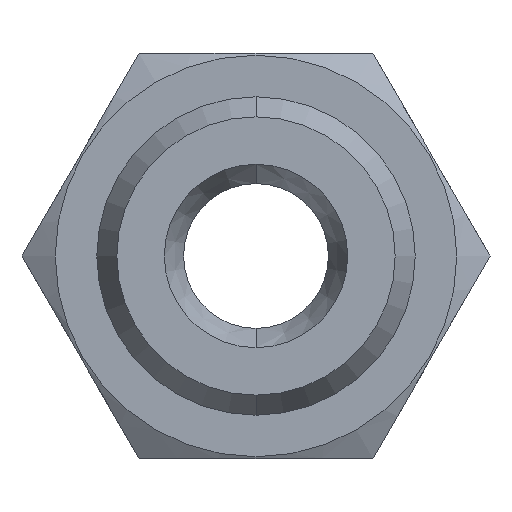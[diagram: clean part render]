
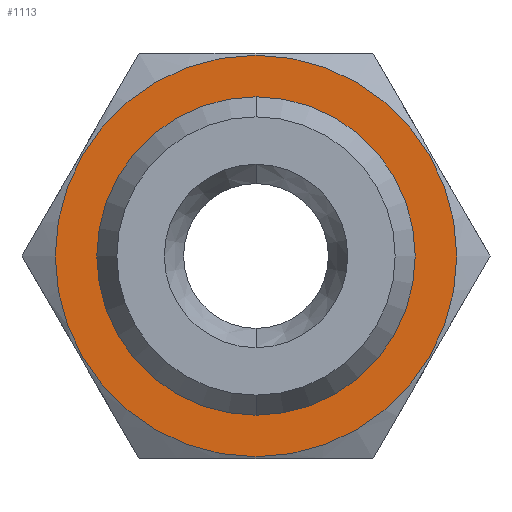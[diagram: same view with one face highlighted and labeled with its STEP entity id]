
A CAD part, front view. The second image highlights one B-rep face of the part: STEP entity #1113.
In plain terms, the highlighted planar face has unit normal (0, -1, 0).
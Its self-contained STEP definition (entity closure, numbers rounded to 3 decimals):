
#6 = VERTEX_POINT ( 'NONE', #187 ) ;
#7 = EDGE_CURVE ( 'NONE', #114, #6, #188, .T. ) ;
#70 = VERTEX_POINT ( 'NONE', #263 ) ;
#71 = EDGE_CURVE ( 'NONE', #70, #75, #160, .T. ) ;
#75 = VERTEX_POINT ( 'NONE', #143 ) ;
#114 = VERTEX_POINT ( 'NONE', #553 ) ;
#143 = CARTESIAN_POINT ( 'NONE',  ( 0., 8., 10.4 ) ) ;
#145 = DIRECTION ( 'NONE',  ( 0., 0., -1. ) ) ;
#146 = DIRECTION ( 'NONE',  ( 0., -1., 0. ) ) ;
#147 = CARTESIAN_POINT ( 'NONE',  ( 0., 8., 0. ) ) ;
#160 = CIRCLE ( 'NONE', #165, 10.4 ) ;
#165 = AXIS2_PLACEMENT_3D ( 'NONE', #147, #146, #145 ) ;
#182 = CARTESIAN_POINT ( 'NONE',  ( 0., 8., 0. ) ) ;
#187 = CARTESIAN_POINT ( 'NONE',  ( 0., 8., 8.25 ) ) ;
#188 = CIRCLE ( 'NONE', #250, 8.25 ) ;
#248 = DIRECTION ( 'NONE',  ( 0., 0., -1. ) ) ;
#249 = DIRECTION ( 'NONE',  ( 0., -1., 0. ) ) ;
#250 = AXIS2_PLACEMENT_3D ( 'NONE', #182, #249, #248 ) ;
#263 = CARTESIAN_POINT ( 'NONE',  ( 0., 8., -10.4 ) ) ;
#412 = DIRECTION ( 'NONE',  ( 0., 0., -1. ) ) ;
#413 = DIRECTION ( 'NONE',  ( 0., -1., 0. ) ) ;
#414 = AXIS2_PLACEMENT_3D ( 'NONE', #420, #413, #412 ) ;
#415 = CIRCLE ( 'NONE', #414, 10.4 ) ;
#420 = CARTESIAN_POINT ( 'NONE',  ( 0., 8., 0. ) ) ;
#423 = DIRECTION ( 'NONE',  ( 0., 0., -1. ) ) ;
#426 = PLANE ( 'NONE',  #449 ) ;
#430 = CARTESIAN_POINT ( 'NONE',  ( 8.25, 8., 0. ) ) ;
#449 = AXIS2_PLACEMENT_3D ( 'NONE', #430, #471, #423 ) ;
#450 = FACE_BOUND ( 'NONE', #1218, .T. ) ;
#456 = FACE_OUTER_BOUND ( 'NONE', #1209, .T. ) ;
#471 = DIRECTION ( 'NONE',  ( 0., -1., 0. ) ) ;
#553 = CARTESIAN_POINT ( 'NONE',  ( 0., 8., -8.25 ) ) ;
#704 = DIRECTION ( 'NONE',  ( 0., 0., -1. ) ) ;
#705 = DIRECTION ( 'NONE',  ( 0., -1., 0. ) ) ;
#706 = AXIS2_PLACEMENT_3D ( 'NONE', #713, #705, #704 ) ;
#713 = CARTESIAN_POINT ( 'NONE',  ( 0., 8., 0. ) ) ;
#725 = CIRCLE ( 'NONE', #706, 8.25 ) ;
#1113 = ADVANCED_FACE ( 'NONE', ( #456, #450 ), #426, .T. ) ;
#1114 = ORIENTED_EDGE ( 'NONE', *, *, #1125, .T. ) ;
#1115 = ORIENTED_EDGE ( 'NONE', *, *, #1205, .F. ) ;
#1116 = ORIENTED_EDGE ( 'NONE', *, *, #71, .T. ) ;
#1118 = ORIENTED_EDGE ( 'NONE', *, *, #7, .F. ) ;
#1125 = EDGE_CURVE ( 'NONE', #75, #70, #415, .T. ) ;
#1205 = EDGE_CURVE ( 'NONE', #6, #114, #725, .T. ) ;
#1209 = EDGE_LOOP ( 'NONE', ( #1114, #1116 ) ) ;
#1218 = EDGE_LOOP ( 'NONE', ( #1118, #1115 ) ) ;
